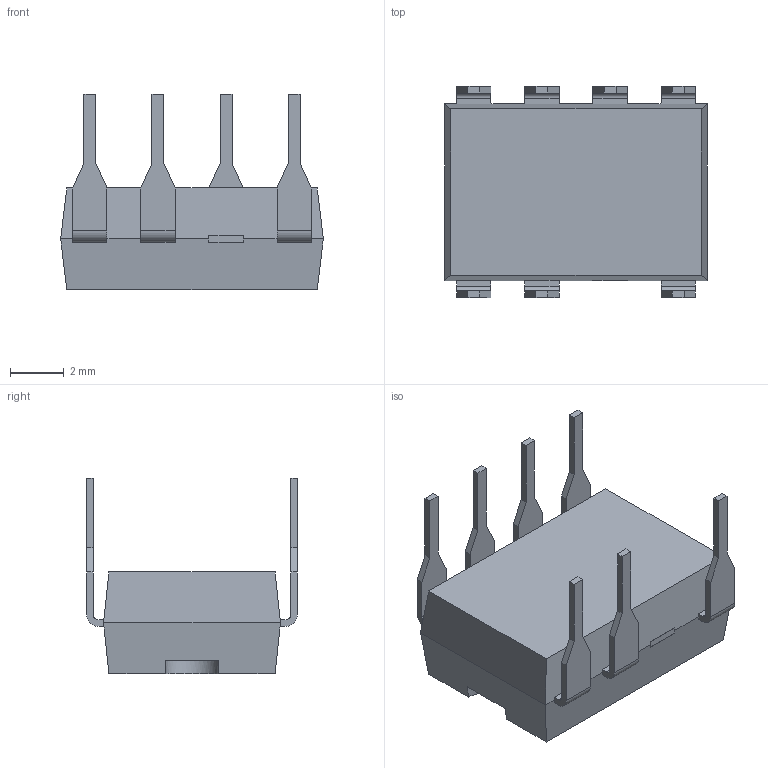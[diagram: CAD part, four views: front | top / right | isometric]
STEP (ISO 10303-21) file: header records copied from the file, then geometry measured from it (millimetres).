
FILE_DESCRIPTION (( 'STEP AP214' ), '1' );
FILE_NAME ('IC,DIP-8,Thru,NoP6.STEP', '2020-08-16T05:40:42', ( '' ), ( '' ), 'SwSTEP 2.0', 'SolidWorks 2020', '' );
FILE_SCHEMA (( 'AUTOMOTIVE_DESIGN' ));
Length unit declared in the file: millimetre
Products named in the file (1): IC,DIP-8,Thru,NoP6
Bounding box: 9.8 x 7.87 x 7.3 mm (x, y, z)
Volume: 240.5 mm3; surface area: 325.9 mm2
Topology: 1 solids, 1 shells, 110 faces, 316 edges, 208 vertices
Faces by surface type: plane 95, cylinder 15
Entity records: 3712 total; most frequent: CARTESIAN_POINT 641, ORIENTED_EDGE 632, DIRECTION 566, EDGE_CURVE 316, LINE 284, VECTOR 284, VERTEX_POINT 208, AXIS2_PLACEMENT_3D 141
